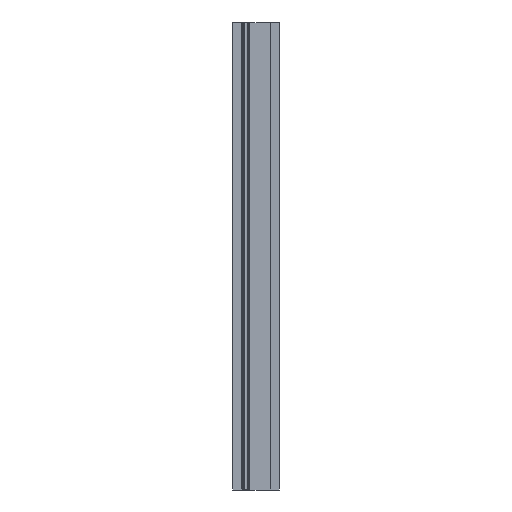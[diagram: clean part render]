
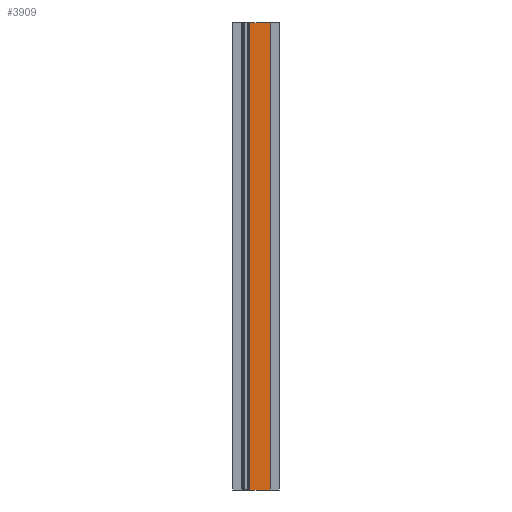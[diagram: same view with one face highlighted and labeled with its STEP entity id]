
A CAD part, left-side view. The second image highlights one B-rep face of the part: STEP entity #3909.
In plain terms, the highlighted planar face has unit normal (-1, 0, 0).
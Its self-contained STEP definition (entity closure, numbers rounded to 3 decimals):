
#55 = VERTEX_POINT ( 'NONE', #1768 ) ;
#63 = VECTOR ( 'NONE', #1753, 1000. ) ;
#113 = LINE ( 'NONE', #5394, #3404 ) ;
#199 = DIRECTION ( 'NONE',  ( 0., 0., -1. ) ) ;
#986 = AXIS2_PLACEMENT_3D ( 'NONE', #1122, #3242, #1071 ) ;
#1055 = LINE ( 'NONE', #3678, #5591 ) ;
#1071 = DIRECTION ( 'NONE',  ( 0., 1., 0. ) ) ;
#1122 = CARTESIAN_POINT ( 'NONE',  ( 245.612, 484.744, 1337.519 ) ) ;
#1364 = LINE ( 'NONE', #1664, #5020 ) ;
#1590 = EDGE_CURVE ( 'NONE', #55, #2263, #1055, .T. ) ;
#1606 = FACE_OUTER_BOUND ( 'NONE', #3293, .T. ) ;
#1664 = CARTESIAN_POINT ( 'NONE',  ( 245.612, 546.744, 1337.519 ) ) ;
#1753 = DIRECTION ( 'NONE',  ( 0., -1., 0. ) ) ;
#1768 = CARTESIAN_POINT ( 'NONE',  ( 245.612, 484.744, 1337.519 ) ) ;
#1823 = VERTEX_POINT ( 'NONE', #5102 ) ;
#1987 = ORIENTED_EDGE ( 'NONE', *, *, #1590, .F. ) ;
#2263 = VERTEX_POINT ( 'NONE', #3711 ) ;
#2420 = ORIENTED_EDGE ( 'NONE', *, *, #3102, .T. ) ;
#3085 = LINE ( 'NONE', #4447, #63 ) ;
#3102 = EDGE_CURVE ( 'NONE', #1823, #2263, #3085, .T. ) ;
#3242 = DIRECTION ( 'NONE',  ( 1., 0., 0. ) ) ;
#3293 = EDGE_LOOP ( 'NONE', ( #2420, #1987, #4210, #5442 ) ) ;
#3404 = VECTOR ( 'NONE', #5333, 1000. ) ;
#3414 = DIRECTION ( 'NONE',  ( 0., 0., -1. ) ) ;
#3678 = CARTESIAN_POINT ( 'NONE',  ( 245.612, 484.744, 1337.519 ) ) ;
#3711 = CARTESIAN_POINT ( 'NONE',  ( 245.612, 484.744, 337.519 ) ) ;
#3909 = ADVANCED_FACE ( 'NONE', ( #1606 ), #5045, .F. ) ;
#4194 = VERTEX_POINT ( 'NONE', #4414 ) ;
#4210 = ORIENTED_EDGE ( 'NONE', *, *, #5408, .F. ) ;
#4414 = CARTESIAN_POINT ( 'NONE',  ( 245.612, 546.744, 1337.519 ) ) ;
#4445 = EDGE_CURVE ( 'NONE', #4194, #1823, #1364, .T. ) ;
#4447 = CARTESIAN_POINT ( 'NONE',  ( 245.612, 484.744, 337.519 ) ) ;
#5020 = VECTOR ( 'NONE', #3414, 1000. ) ;
#5045 = PLANE ( 'NONE',  #986 ) ;
#5102 = CARTESIAN_POINT ( 'NONE',  ( 245.612, 546.744, 337.519 ) ) ;
#5333 = DIRECTION ( 'NONE',  ( 0., -1., 0. ) ) ;
#5394 = CARTESIAN_POINT ( 'NONE',  ( 245.612, 484.744, 1337.519 ) ) ;
#5408 = EDGE_CURVE ( 'NONE', #4194, #55, #113, .T. ) ;
#5442 = ORIENTED_EDGE ( 'NONE', *, *, #4445, .T. ) ;
#5591 = VECTOR ( 'NONE', #199, 1000. ) ;
